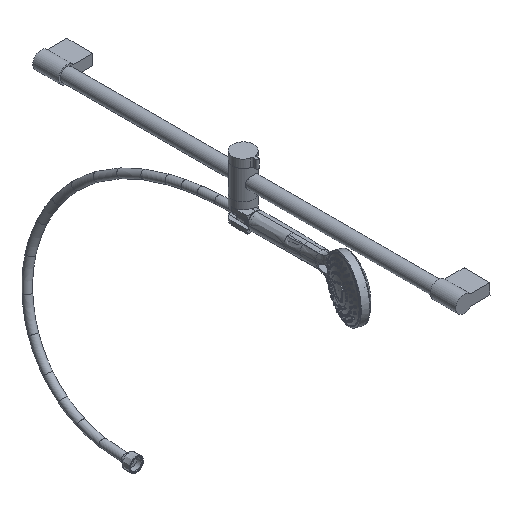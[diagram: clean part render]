
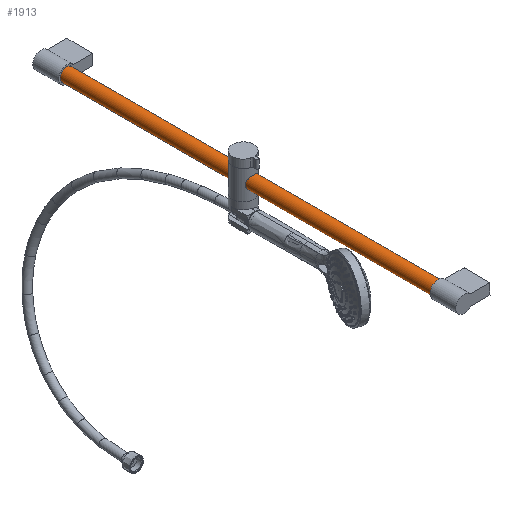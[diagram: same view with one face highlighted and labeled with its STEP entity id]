
A CAD part, isometric view. The second image highlights one B-rep face of the part: STEP entity #1913.
In plain terms, the highlighted cylindrical face has radius 11 mm (diameter 22 mm), a full revolution.
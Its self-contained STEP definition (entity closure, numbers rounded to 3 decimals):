
#548=CYLINDRICAL_SURFACE('',#11130,11.);
#1203=FACE_BOUND('',#3584,.T.);
#1204=FACE_BOUND('',#3585,.T.);
#1913=ADVANCED_FACE('',(#1203,#1204),#548,.T.);
#3584=EDGE_LOOP('',(#5618));
#3585=EDGE_LOOP('',(#5619));
#5618=ORIENTED_EDGE('',*,*,#9272,.F.);
#5619=ORIENTED_EDGE('',*,*,#9273,.T.);
#8225=VERTEX_POINT('',#15351);
#8226=VERTEX_POINT('',#15353);
#9272=EDGE_CURVE('',#8225,#8225,#10578,.T.);
#9273=EDGE_CURVE('',#8226,#8226,#10579,.T.);
#10578=CIRCLE('',#11128,11.);
#10579=CIRCLE('',#11129,11.);
#11128=AXIS2_PLACEMENT_3D('',#15350,#12457,#12458);
#11129=AXIS2_PLACEMENT_3D('',#15352,#12459,#12460);
#11130=AXIS2_PLACEMENT_3D('',#15354,#12461,#12462);
#12457=DIRECTION('',(0.,-1.,0.));
#12458=DIRECTION('',(0.,0.,-1.));
#12459=DIRECTION('',(0.,-1.,0.));
#12460=DIRECTION('',(0.,0.,1.));
#12461=DIRECTION('',(0.,1.,0.));
#12462=DIRECTION('',(0.643,0.,-0.766));
#15350=CARTESIAN_POINT('',(0.,-331.,247.5));
#15351=CARTESIAN_POINT('',(0.,-331.,236.5));
#15352=CARTESIAN_POINT('',(0.,319.2,247.5));
#15353=CARTESIAN_POINT('',(0.,319.2,258.5));
#15354=CARTESIAN_POINT('',(0.,-310.,247.5));
